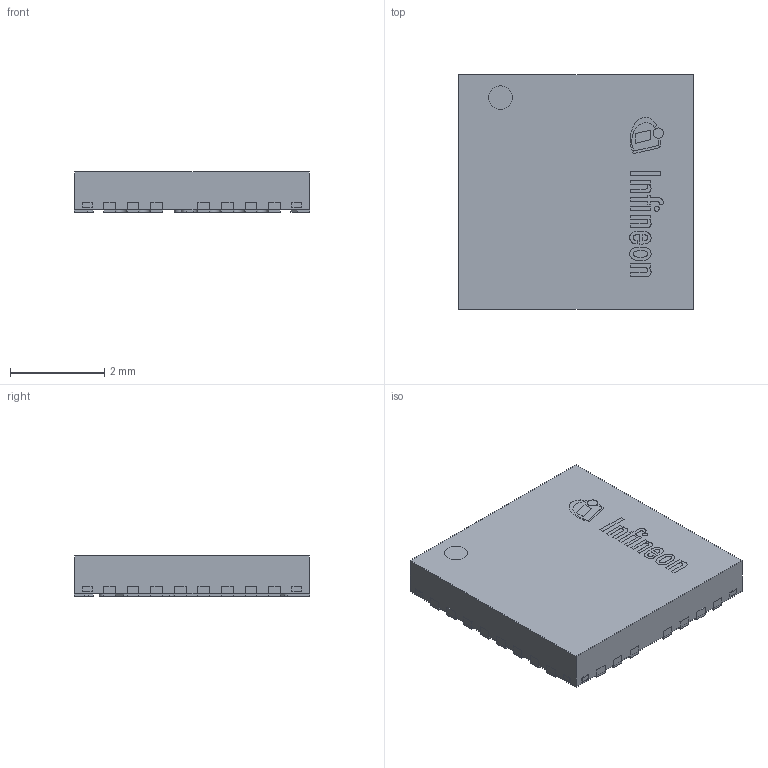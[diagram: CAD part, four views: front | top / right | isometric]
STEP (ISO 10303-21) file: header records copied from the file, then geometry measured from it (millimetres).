
FILE_DESCRIPTION(/* description */ (''),/* implementation_level */ '2;1');
FILE_NAME(/* name */ 'PG-IQFN-31-2_Z8B00169845_V01_3D.stp',/* time_stamp */ '2021-09-02T14:47:56+05:00',/* author */ ('janartha'),/* organization */ (''),/* preprocessor_version */ 'ST-DEVELOPER v16.13',/* originating_system */ 'AutoCAD Mechanical',/* authorisation */ '');
FILE_SCHEMA (('AUTOMOTIVE_DESIGN { 1 0 10303 214 3 1 1 }'));
Length unit declared in the file: millimetre
Products named in the file (1): Product
Bounding box: 5 x 5 x 0.85 mm (x, y, z)
Surface area: 106.9 mm2
Topology: 41 solids, 41 shells, 384 faces, 903 edges, 614 vertices
Faces by surface type: plane 316, cylinder 50, bspline 18
Full cylindrical faces by diameter (mm): 0.107 x1, 0.219 x1, 0.5 x2
Entity records: 11061 total; most frequent: CARTESIAN_POINT 2268, ORIENTED_EDGE 1798, DIRECTION 1697, EDGE_CURVE 899, LINE 763, VECTOR 763, VERTEX_POINT 602, AXIS2_PLACEMENT_3D 467
